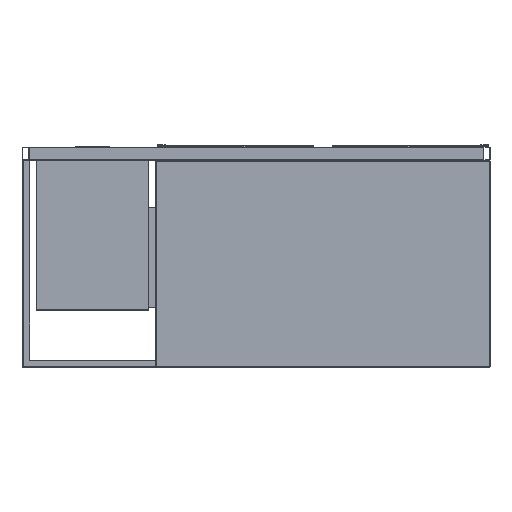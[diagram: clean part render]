
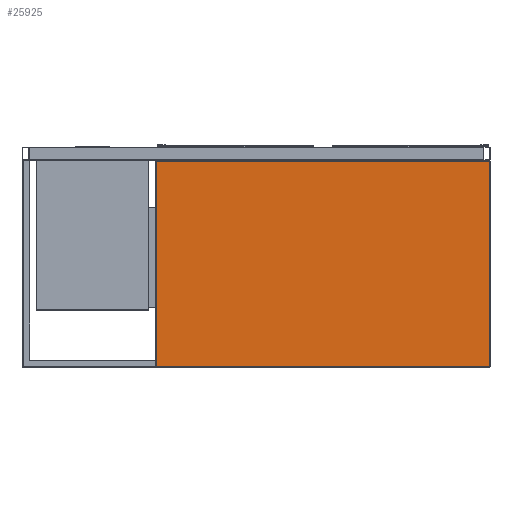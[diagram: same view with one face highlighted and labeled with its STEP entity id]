
A CAD part, front view. The second image highlights one B-rep face of the part: STEP entity #25925.
In plain terms, the highlighted planar face has unit normal (0, -1, 0).
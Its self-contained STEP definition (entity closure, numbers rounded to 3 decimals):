
#133 = VERTEX_POINT ( 'NONE', #33828 ) ;
#310 = CARTESIAN_POINT ( 'NONE',  ( 498., -255., -658. ) ) ;
#1311 = DIRECTION ( 'NONE',  ( 0., -1., 0. ) ) ;
#3594 = ORIENTED_EDGE ( 'NONE', *, *, #18926, .T. ) ;
#3771 = EDGE_CURVE ( 'NONE', #133, #35499, #13647, .T. ) ;
#5619 = CARTESIAN_POINT ( 'NONE',  ( -500., -255., -42. ) ) ;
#6875 = VERTEX_POINT ( 'NONE', #310 ) ;
#8493 = ORIENTED_EDGE ( 'NONE', *, *, #3771, .T. ) ;
#8723 = CARTESIAN_POINT ( 'NONE',  ( -500., -255., -658. ) ) ;
#10890 = ORIENTED_EDGE ( 'NONE', *, *, #20009, .T. ) ;
#10899 = DIRECTION ( 'NONE',  ( 0., 0., -1. ) ) ;
#10924 = CARTESIAN_POINT ( 'NONE',  ( 498., -255., -660. ) ) ;
#11969 = AXIS2_PLACEMENT_3D ( 'NONE', #23341, #1311, #15100 ) ;
#12331 = FACE_OUTER_BOUND ( 'NONE', #15952, .T. ) ;
#13647 = LINE ( 'NONE', #14187, #31125 ) ;
#14187 = CARTESIAN_POINT ( 'NONE',  ( -498., -255., -660. ) ) ;
#15100 = DIRECTION ( 'NONE',  ( 0., 0., -1. ) ) ;
#15775 = CARTESIAN_POINT ( 'NONE',  ( 498., -255., -42. ) ) ;
#15952 = EDGE_LOOP ( 'NONE', ( #26636, #8493, #3594, #10890 ) ) ;
#16422 = LINE ( 'NONE', #10924, #17709 ) ;
#16604 = DIRECTION ( 'NONE',  ( 0., 0., 1. ) ) ;
#17477 = PLANE ( 'NONE',  #11969 ) ;
#17709 = VECTOR ( 'NONE', #16604, 1000. ) ;
#18926 = EDGE_CURVE ( 'NONE', #35499, #6875, #22453, .T. ) ;
#20009 = EDGE_CURVE ( 'NONE', #6875, #20805, #16422, .T. ) ;
#20805 = VERTEX_POINT ( 'NONE', #15775 ) ;
#22453 = LINE ( 'NONE', #8723, #34612 ) ;
#22935 = EDGE_CURVE ( 'NONE', #20805, #133, #36021, .T. ) ;
#23341 = CARTESIAN_POINT ( 'NONE',  ( -500., -255., -660. ) ) ;
#25569 = DIRECTION ( 'NONE',  ( 1., 0., 0. ) ) ;
#25925 = ADVANCED_FACE ( 'Fl�che8', ( #12331 ), #17477, .T. ) ;
#26636 = ORIENTED_EDGE ( 'NONE', *, *, #22935, .T. ) ;
#27775 = CARTESIAN_POINT ( 'NONE',  ( -498., -255., -658. ) ) ;
#31125 = VECTOR ( 'NONE', #10899, 1000. ) ;
#33255 = DIRECTION ( 'NONE',  ( -1., 0., 0. ) ) ;
#33828 = CARTESIAN_POINT ( 'NONE',  ( -498., -255., -42. ) ) ;
#34531 = VECTOR ( 'NONE', #33255, 1000. ) ;
#34612 = VECTOR ( 'NONE', #25569, 1000. ) ;
#35499 = VERTEX_POINT ( 'NONE', #27775 ) ;
#36021 = LINE ( 'NONE', #5619, #34531 ) ;
